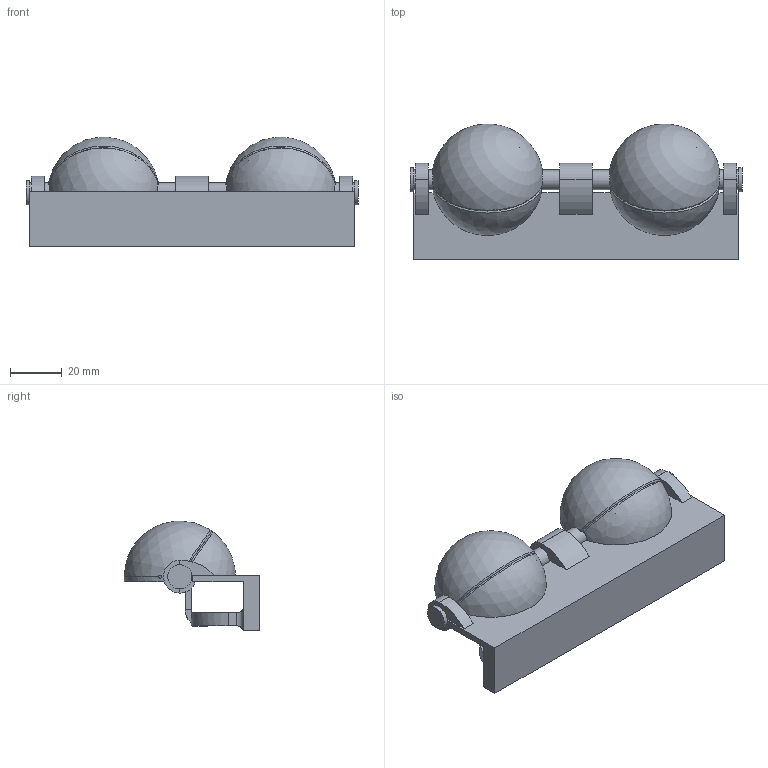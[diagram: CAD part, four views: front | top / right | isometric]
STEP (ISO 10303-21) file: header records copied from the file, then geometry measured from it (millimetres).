
FILE_DESCRIPTION(/* description */ (''),/* implementation_level */ '2;1');
FILE_NAME(/* name */ 'eyes_mk2.step',/* time_stamp */ '2021-03-03T21:42:16-05:00',/* author */ (''),/* organization */ (''),/* preprocessor_version */ 'ST-DEVELOPER v18.1',/* originating_system */ 'Autodesk Translation Framework v9.10.0.1330',/* authorisation */ '');
FILE_SCHEMA (('AUTOMOTIVE_DESIGN { 1 0 10303 214 3 1 1 }'));
Length unit declared in the file: inch
Products named in the file (1): eyes mk2
Bounding box: 128.52 x 52.57 x 42.54 mm (x, y, z)
Volume: 54900.9 mm3; surface area: 38779 mm2
Topology: 13 solids, 13 shells, 360 faces, 1045 edges, 669 vertices
Faces by surface type: plane 167, cylinder 121, sphere 48, torus 8, bspline 8, cone 8
Full cylindrical faces by diameter (mm): 1.27 x10, 3.81 x2, 4.318 x4, 6.35 x4, 7.62 x3, 9.396 x1, 9.398 x1
Entity records: 13316 total; most frequent: CARTESIAN_POINT 3921, ORIENTED_EDGE 2010, DIRECTION 1962, EDGE_CURVE 1005, AXIS2_PLACEMENT_3D 773, VERTEX_POINT 669, LINE 416, VECTOR 416
